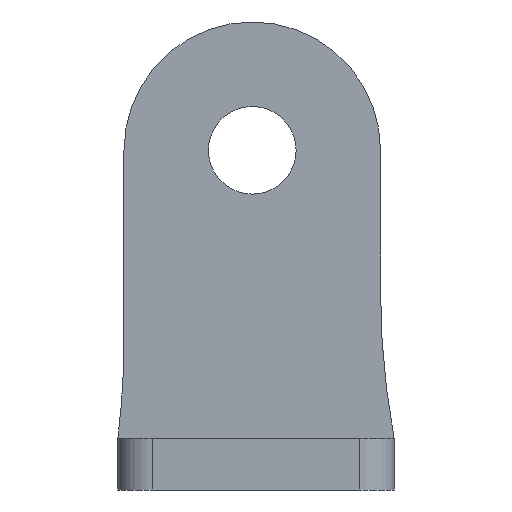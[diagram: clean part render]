
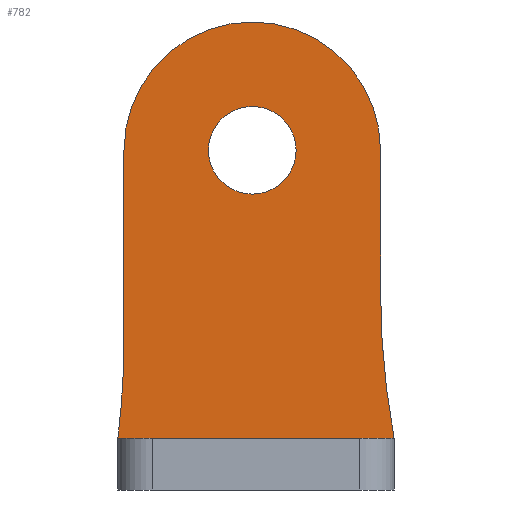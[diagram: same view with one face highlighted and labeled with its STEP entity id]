
A CAD part, front view. The second image highlights one B-rep face of the part: STEP entity #782.
In plain terms, the highlighted planar face has unit normal (0, -1, 0).
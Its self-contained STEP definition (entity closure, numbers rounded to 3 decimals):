
#23=FACE_BOUND('',#134,.T.);
#44=PLANE('',#868);
#83=FACE_OUTER_BOUND('',#133,.T.);
#133=EDGE_LOOP('',(#675,#676,#677,#678,#679,#680));
#134=EDGE_LOOP('',(#681));
#156=LINE('',#1135,#232);
#178=LINE('',#1205,#254);
#190=LINE('',#1243,#266);
#232=VECTOR('',#903,10.);
#254=VECTOR('',#969,10.);
#266=VECTOR('',#1011,10.);
#317=CIRCLE('',#834,46.5);
#318=CIRCLE('',#838,46.5);
#328=CIRCLE('',#862,2.54);
#331=CIRCLE('',#866,7.43);
#342=VERTEX_POINT('',#1132);
#343=VERTEX_POINT('',#1134);
#367=VERTEX_POINT('',#1196);
#369=VERTEX_POINT('',#1203);
#372=VERTEX_POINT('',#1213);
#380=VERTEX_POINT('',#1242);
#391=VERTEX_POINT('',#1279);
#416=EDGE_CURVE('',#343,#342,#156,.T.);
#448=EDGE_CURVE('',#342,#367,#317,.F.);
#452=EDGE_CURVE('',#369,#367,#178,.T.);
#456=EDGE_CURVE('',#343,#372,#318,.T.);
#470=EDGE_CURVE('',#372,#380,#190,.T.);
#489=EDGE_CURVE('',#391,#391,#328,.T.);
#493=EDGE_CURVE('',#380,#369,#331,.T.);
#675=ORIENTED_EDGE('',*,*,#416,.T.);
#676=ORIENTED_EDGE('',*,*,#448,.T.);
#677=ORIENTED_EDGE('',*,*,#452,.F.);
#678=ORIENTED_EDGE('',*,*,#493,.F.);
#679=ORIENTED_EDGE('',*,*,#470,.F.);
#680=ORIENTED_EDGE('',*,*,#456,.F.);
#681=ORIENTED_EDGE('',*,*,#489,.T.);
#782=ADVANCED_FACE('',(#83,#23),#44,.F.);
#834=AXIS2_PLACEMENT_3D('',#1198,#962,#963);
#838=AXIS2_PLACEMENT_3D('',#1214,#977,#978);
#862=AXIS2_PLACEMENT_3D('',#1280,#1048,#1049);
#866=AXIS2_PLACEMENT_3D('',#1286,#1057,#1058);
#868=AXIS2_PLACEMENT_3D('',#1288,#1061,#1062);
#903=DIRECTION('',(1.,0.,0.));
#962=DIRECTION('center_axis',(0.,-1.,0.));
#963=DIRECTION('ref_axis',(-0.983,0.,-0.183));
#969=DIRECTION('',(0.,0.,-1.));
#977=DIRECTION('center_axis',(0.,-1.,0.));
#978=DIRECTION('ref_axis',(0.992,0.,-0.123));
#1011=DIRECTION('',(0.,0.,1.));
#1048=DIRECTION('center_axis',(0.,1.,0.));
#1049=DIRECTION('ref_axis',(1.,0.,0.));
#1057=DIRECTION('center_axis',(0.,1.,0.));
#1058=DIRECTION('ref_axis',(1.,0.,0.));
#1061=DIRECTION('center_axis',(0.,1.,0.));
#1062=DIRECTION('ref_axis',(1.,0.,0.));
#1132=CARTESIAN_POINT('',(-32.202,0.,-20.726));
#1134=CARTESIAN_POINT('',(-48.202,0.,-20.726));
#1135=CARTESIAN_POINT('',(18.988,0.,-20.726));
#1196=CARTESIAN_POINT('',(-32.988,0.,-12.214));
#1198=CARTESIAN_POINT('Origin',(13.512,0.,-12.214));
#1203=CARTESIAN_POINT('',(-32.988,0.,-4.05));
#1205=CARTESIAN_POINT('',(-32.988,0.,-15.717));
#1213=CARTESIAN_POINT('',(-47.848,0.,-14.996));
#1214=CARTESIAN_POINT('Origin',(-94.348,0.,
-14.996));
#1242=CARTESIAN_POINT('',(-47.848,0.,-4.05));
#1243=CARTESIAN_POINT('',(-47.848,0.,-15.717));
#1279=CARTESIAN_POINT('',(-42.958,0.,-4.05));
#1280=CARTESIAN_POINT('Origin',(-40.418,0.,-4.05));
#1286=CARTESIAN_POINT('Origin',(-40.418,0.,-4.05));
#1288=CARTESIAN_POINT('Origin',(-40.418,0.,-40.418));
